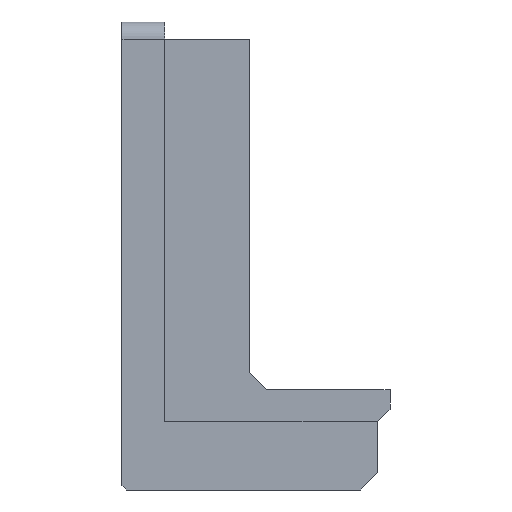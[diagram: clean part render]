
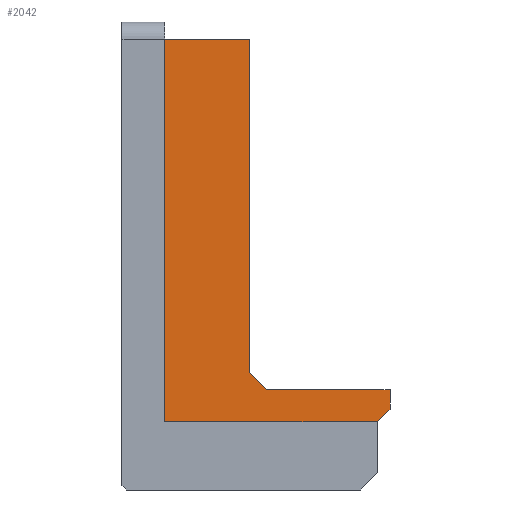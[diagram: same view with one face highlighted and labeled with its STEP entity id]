
A CAD part, left-side view. The second image highlights one B-rep face of the part: STEP entity #2042.
In plain terms, the highlighted planar face has unit normal (-1, 0, 0).
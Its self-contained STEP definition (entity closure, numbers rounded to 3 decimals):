
#127=PLANE('',#2184);
#231=FACE_OUTER_BOUND('',#349,.T.);
#349=EDGE_LOOP('',(#1790,#1791,#1792,#1793,#1794,#1795,#1796,#1797));
#393=LINE('',#2747,#619);
#477=LINE('',#3194,#703);
#500=LINE('',#3250,#726);
#505=LINE('',#3259,#731);
#506=LINE('',#3261,#732);
#537=LINE('',#3320,#763);
#538=LINE('',#3322,#764);
#548=LINE('',#3344,#774);
#619=VECTOR('',#2250,10.);
#703=VECTOR('',#2384,10.);
#726=VECTOR('',#2425,10.);
#731=VECTOR('',#2432,10.);
#732=VECTOR('',#2435,10.);
#763=VECTOR('',#2488,10.);
#764=VECTOR('',#2491,10.);
#774=VECTOR('',#2513,10.);
#884=VERTEX_POINT('',#2744);
#885=VERTEX_POINT('',#2746);
#967=VERTEX_POINT('',#3192);
#990=VERTEX_POINT('',#3247);
#991=VERTEX_POINT('',#3249);
#994=VERTEX_POINT('',#3257);
#1009=VERTEX_POINT('',#3307);
#1011=VERTEX_POINT('',#3318);
#1077=EDGE_CURVE('',#885,#884,#393,.T.);
#1196=EDGE_CURVE('',#967,#884,#477,.T.);
#1223=EDGE_CURVE('',#991,#990,#500,.T.);
#1228=EDGE_CURVE('',#994,#990,#505,.T.);
#1229=EDGE_CURVE('',#994,#885,#506,.T.);
#1260=EDGE_CURVE('',#1011,#1009,#537,.T.);
#1261=EDGE_CURVE('',#991,#1011,#538,.T.);
#1273=EDGE_CURVE('',#967,#1009,#548,.T.);
#1790=ORIENTED_EDGE('',*,*,#1229,.T.);
#1791=ORIENTED_EDGE('',*,*,#1077,.T.);
#1792=ORIENTED_EDGE('',*,*,#1196,.F.);
#1793=ORIENTED_EDGE('',*,*,#1273,.T.);
#1794=ORIENTED_EDGE('',*,*,#1260,.F.);
#1795=ORIENTED_EDGE('',*,*,#1261,.F.);
#1796=ORIENTED_EDGE('',*,*,#1223,.T.);
#1797=ORIENTED_EDGE('',*,*,#1228,.F.);
#2042=ADVANCED_FACE('',(#231),#127,.F.);
#2184=AXIS2_PLACEMENT_3D('',#3408,#2579,#2580);
#2250=DIRECTION('',(0.,1.,0.));
#2384=DIRECTION('',(0.,0.,1.));
#2425=DIRECTION('',(0.,1.,0.));
#2432=DIRECTION('',(0.,-0.707,-0.707));
#2435=DIRECTION('',(0.,0.,1.));
#2488=DIRECTION('',(0.,0.707,-0.707));
#2491=DIRECTION('',(0.,0.,-1.));
#2513=DIRECTION('',(0.,-1.,0.));
#2579=DIRECTION('center_axis',(1.,0.,0.));
#2580=DIRECTION('ref_axis',(0.,1.,0.));
#2744=CARTESIAN_POINT('',(-50.5,39.25,56.));
#2746=CARTESIAN_POINT('',(-50.5,29.25,56.));
#2747=CARTESIAN_POINT('',(-50.5,19.375,56.));
#3192=CARTESIAN_POINT('',(-50.5,39.25,11.));
#3194=CARTESIAN_POINT('',(-50.5,39.25,10.));
#3247=CARTESIAN_POINT('',(-50.5,27.25,14.8));
#3249=CARTESIAN_POINT('',(-50.5,12.75,14.8));
#3250=CARTESIAN_POINT('',(-50.5,16.875,14.8));
#3257=CARTESIAN_POINT('',(-50.5,29.25,16.8));
#3259=CARTESIAN_POINT('',(-50.5,22.925,10.475));
#3261=CARTESIAN_POINT('',(-50.5,29.25,33.));
#3307=CARTESIAN_POINT('',(-50.5,14.25,11.));
#3318=CARTESIAN_POINT('',(-50.5,12.75,12.5));
#3320=CARTESIAN_POINT('',(-50.5,13.75,11.5));
#3322=CARTESIAN_POINT('',(-50.5,12.75,10.));
#3344=CARTESIAN_POINT('',(-50.5,20.625,11.));
#3408=CARTESIAN_POINT('Origin',(-50.5,12.75,10.));
